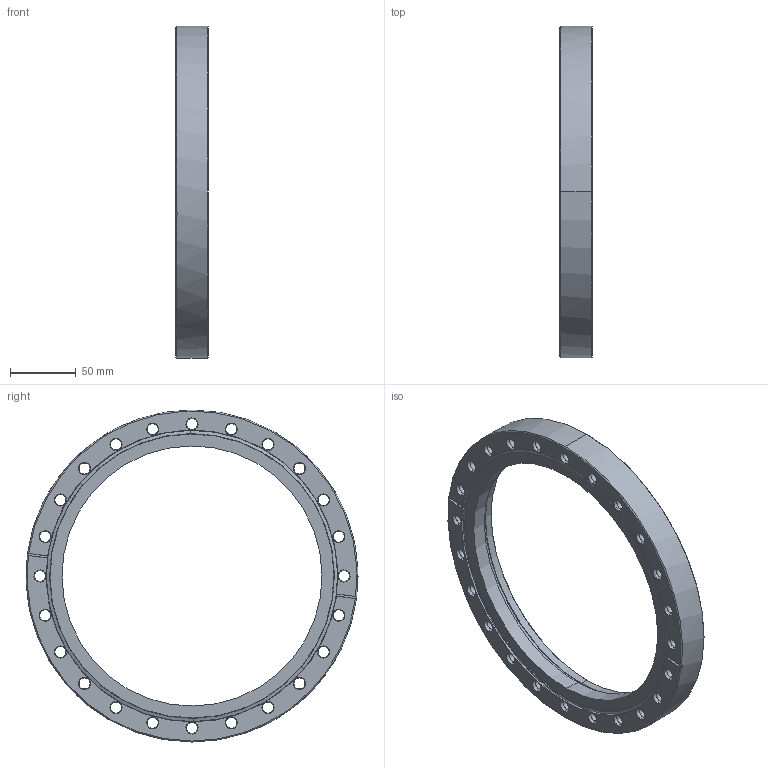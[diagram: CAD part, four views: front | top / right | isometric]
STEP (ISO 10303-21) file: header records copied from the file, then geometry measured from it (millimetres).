
FILE_DESCRIPTION (( 'STEP AP203' ), '1' );
FILE_NAME ('100033_A.STEP', '2024-03-18T06:13:03', ( '' ), ( '' ), 'SwSTEP 2.0', 'SolidWorks 2022', '' );
FILE_SCHEMA (( 'CONFIG_CONTROL_DESIGN' ));
Length unit declared in the file: inch
Products named in the file (3): 915009; 100033_A; 910033
Assembly tree (2 placements, depth 2):
  100033_A
    915009
    910033
Bounding box: 24.64 x 253.24 x 253.24 mm (x, y, z)
Volume: 406279.1 mm3; surface area: 117788.8 mm2
Topology: 2 solids, 2 shells, 197 faces, 456 edges, 264 vertices
Faces by surface type: cone 111, cylinder 62, plane 13, torus 11
Entity records: 6042 total; most frequent: DIRECTION 1113, CARTESIAN_POINT 994, ORIENTED_EDGE 912, AXIS2_PLACEMENT_3D 463, EDGE_CURVE 456, VERTEX_POINT 264, CIRCLE 261, EDGE_LOOP 250
